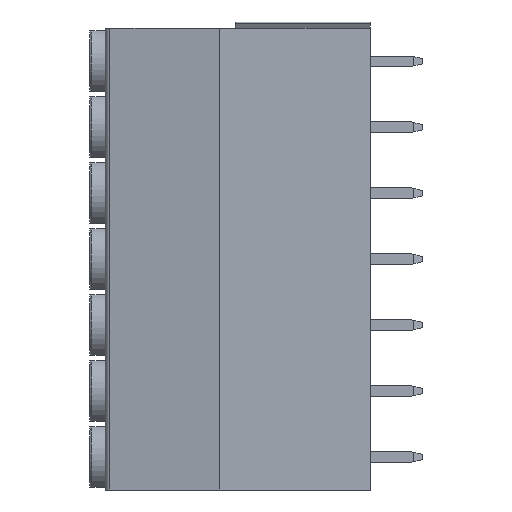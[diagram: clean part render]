
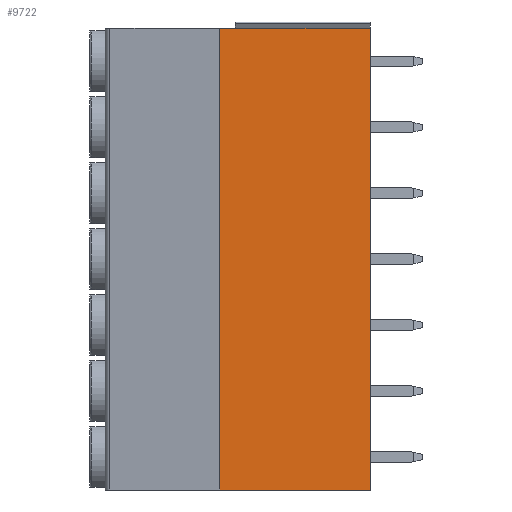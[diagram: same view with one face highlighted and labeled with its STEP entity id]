
A CAD part, left-side view. The second image highlights one B-rep face of the part: STEP entity #9722.
In plain terms, the highlighted planar face has unit normal (-1, 0, 0).
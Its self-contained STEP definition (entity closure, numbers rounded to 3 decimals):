
#27=DIRECTION('',(0.,1.,0.));
#28=VECTOR('',#27,14.5);
#29=CARTESIAN_POINT('',(-7.925,-12.75,3.175));
#30=LINE('',#29,#28);
#229=DIRECTION('',(0.,0.,1.));
#230=VECTOR('',#229,44.45);
#231=CARTESIAN_POINT('',(-7.925,-12.75,-41.275));
#232=LINE('',#231,#230);
#2991=DIRECTION('',(0.,1.,0.));
#2992=VECTOR('',#2991,14.5);
#2993=CARTESIAN_POINT('',(-7.925,-12.75,-41.275));
#2994=LINE('',#2993,#2992);
#3123=DIRECTION('',(0.,0.,1.));
#3124=VECTOR('',#3123,44.45);
#3125=CARTESIAN_POINT('',(-7.925,1.75,-41.275));
#3126=LINE('',#3125,#3124);
#4761=CARTESIAN_POINT('',(-7.925,1.75,3.175));
#4762=VERTEX_POINT('',#4761);
#4763=CARTESIAN_POINT('',(-7.925,-12.75,3.175));
#4764=VERTEX_POINT('',#4763);
#4787=CARTESIAN_POINT('',(-7.925,1.75,-41.275));
#4788=VERTEX_POINT('',#4787);
#4789=CARTESIAN_POINT('',(-7.925,-12.75,-41.275));
#4790=VERTEX_POINT('',#4789);
#9711=CARTESIAN_POINT('',(-7.925,1.75,3.175));
#9712=DIRECTION('',(-1.,0.,0.));
#9713=DIRECTION('',(0.,-1.,0.));
#9714=AXIS2_PLACEMENT_3D('',#9711,#9712,#9713);
#9715=PLANE('',#9714);
#9716=ORIENTED_EDGE('',*,*,#6034,.F.);
#9717=ORIENTED_EDGE('',*,*,#6178,.F.);
#9718=ORIENTED_EDGE('',*,*,#9451,.T.);
#9719=ORIENTED_EDGE('',*,*,#9704,.T.);
#9720=EDGE_LOOP('',(#9716,#9717,#9718,#9719));
#9721=FACE_OUTER_BOUND('',#9720,.F.);
#6034=EDGE_CURVE('',#4764,#4762,#30,.T.);
#6178=EDGE_CURVE('',#4790,#4764,#232,.T.);
#9451=EDGE_CURVE('',#4790,#4788,#2994,.T.);
#9704=EDGE_CURVE('',#4788,#4762,#3126,.T.);
#9722=ADVANCED_FACE('',(#9721),#9715,.T.);
